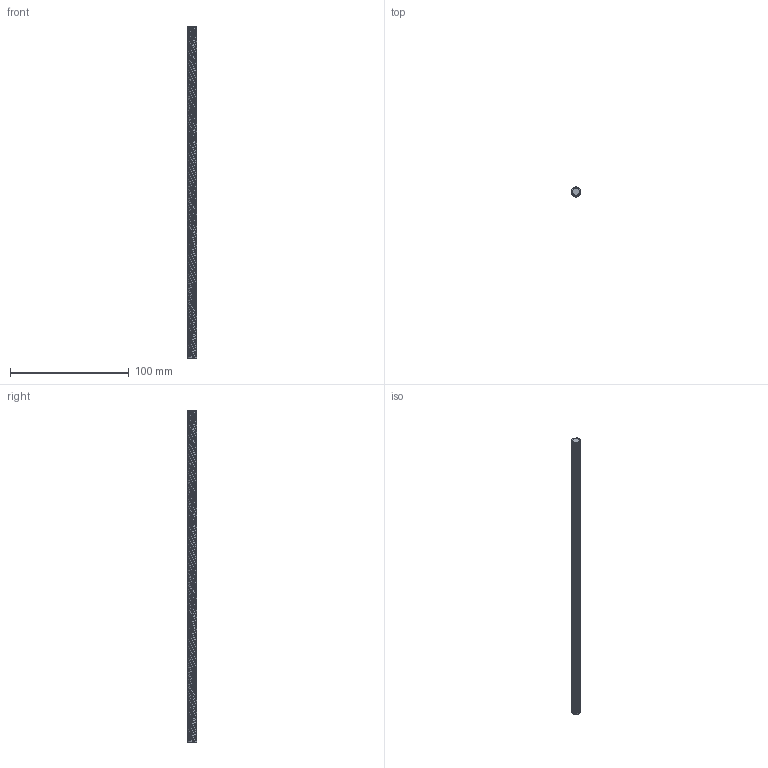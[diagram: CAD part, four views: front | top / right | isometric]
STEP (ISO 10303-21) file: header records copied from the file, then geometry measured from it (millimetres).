
FILE_DESCRIPTION(/* description */ (''),/* implementation_level */ '2;1');
FILE_NAME(/* name */ 'screw t8.stp',/* time_stamp */ '2020-11-19T20:28:06+03:00',/* author */ ('Max'),/* organization */ (''),/* preprocessor_version */ 'ST-DEVELOPER v16.5',/* originating_system */ 'Autodesk Inventor 2017',/* authorisation */ '');
FILE_SCHEMA (('AUTOMOTIVE_DESIGN { 1 0 10303 214 3 1 1 }'));
Length unit declared in the file: millimetre
Products named in the file (1): screw t8
Bounding box: 8.01 x 8.01 x 280 mm (x, y, z)
Volume: 11001.1 mm3; surface area: 12795.3 mm2
Topology: 1 solids, 1 shells, 22 faces, 52 edges, 32 vertices
Faces by surface type: cylinder 8, bspline 8, plane 6
Entity records: 13032 total; most frequent: CARTESIAN_POINT 12539, ORIENTED_EDGE 112, DIRECTION 78, EDGE_CURVE 52, VERTEX_POINT 32, AXIS2_PLACEMENT_3D 27, LINE 24, VECTOR 24
